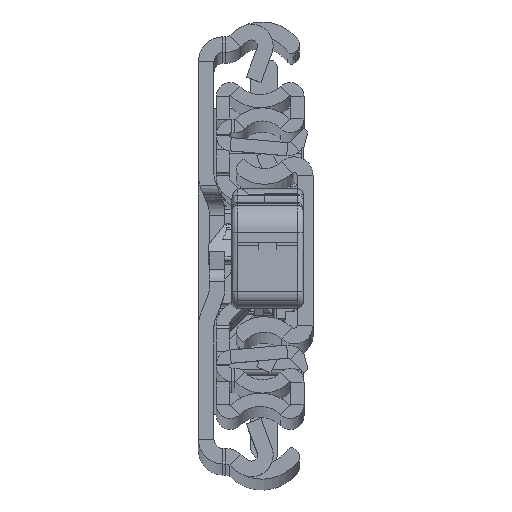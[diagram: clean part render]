
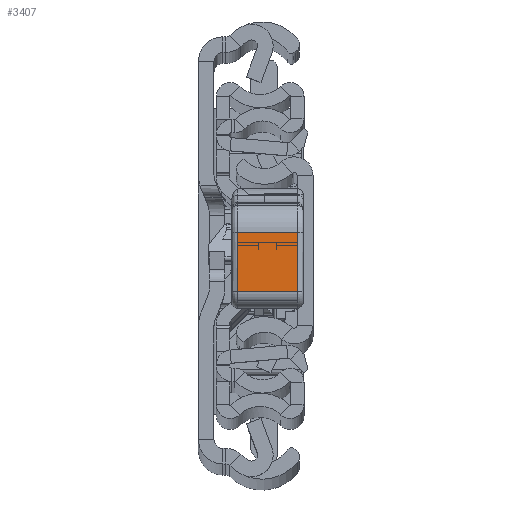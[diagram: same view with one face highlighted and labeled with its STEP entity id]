
A CAD part, top view. The second image highlights one B-rep face of the part: STEP entity #3407.
In plain terms, the highlighted face is planar.
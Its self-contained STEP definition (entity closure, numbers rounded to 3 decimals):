
#980 = DIRECTION ( 'NONE',  ( -1., 0.027, 0. ) ) ;
#1941 = CARTESIAN_POINT ( 'NONE',  ( 39.818, -2.465, 0. ) ) ;
#1997 = LINE ( 'NONE', #7051, #3121 ) ;
#3121 = VECTOR ( 'NONE', #17335, 1000. ) ;
#3407 = ADVANCED_FACE ( 'NONE', ( #13782 ), #24064, .F. ) ;
#4656 = CARTESIAN_POINT ( 'NONE',  ( 39.55, -12.274, 10. ) ) ;
#6339 = CARTESIAN_POINT ( 'NONE',  ( 39.818, -2.465, 11. ) ) ;
#6354 = DIRECTION ( 'NONE',  ( -0.027, -1., 0. ) ) ;
#6978 = CARTESIAN_POINT ( 'NONE',  ( 39.55, -12.274, 11. ) ) ;
#7051 = CARTESIAN_POINT ( 'NONE',  ( 39.55, -12.274, 0. ) ) ;
#9507 = DIRECTION ( 'NONE',  ( 0., 0., -1. ) ) ;
#9996 = CARTESIAN_POINT ( 'NONE',  ( 39.818, -2.465, 10. ) ) ;
#10587 = VERTEX_POINT ( 'NONE', #4656 ) ;
#10750 = CARTESIAN_POINT ( 'NONE',  ( 39.55, -12.274, 11. ) ) ;
#11088 = LINE ( 'NONE', #6339, #23278 ) ;
#11165 = VECTOR ( 'NONE', #6354, 1000. ) ;
#13782 = FACE_OUTER_BOUND ( 'NONE', #22874, .T. ) ;
#13882 = ORIENTED_EDGE ( 'NONE', *, *, #20452, .T. ) ;
#14717 = ORIENTED_EDGE ( 'NONE', *, *, #17835, .T. ) ;
#16560 = VERTEX_POINT ( 'NONE', #1941 ) ;
#17335 = DIRECTION ( 'NONE',  ( 0.027, 1., 0. ) ) ;
#17835 = EDGE_CURVE ( 'NONE', #10587, #31641, #30257, .T. ) ;
#19748 = EDGE_CURVE ( 'NONE', #22204, #10587, #23386, .T. ) ;
#20452 = EDGE_CURVE ( 'NONE', #31641, #16560, #1997, .T. ) ;
#20582 = CARTESIAN_POINT ( 'NONE',  ( 39.55, -12.274, 0. ) ) ;
#20847 = CARTESIAN_POINT ( 'NONE',  ( 39.55, -12.274, 10. ) ) ;
#21344 = DIRECTION ( 'NONE',  ( 0., 0., 1. ) ) ;
#21534 = AXIS2_PLACEMENT_3D ( 'NONE', #10750, #980, #23377 ) ;
#22204 = VERTEX_POINT ( 'NONE', #9996 ) ;
#22874 = EDGE_LOOP ( 'NONE', ( #14717, #13882, #28708, #25807 ) ) ;
#23278 = VECTOR ( 'NONE', #21344, 1000. ) ;
#23377 = DIRECTION ( 'NONE',  ( -0.027, -1., 0. ) ) ;
#23386 = LINE ( 'NONE', #20847, #11165 ) ;
#23415 = VECTOR ( 'NONE', #9507, 1000. ) ;
#24064 = PLANE ( 'NONE',  #21534 ) ;
#24402 = EDGE_CURVE ( 'NONE', #16560, #22204, #11088, .T. ) ;
#25807 = ORIENTED_EDGE ( 'NONE', *, *, #19748, .T. ) ;
#28708 = ORIENTED_EDGE ( 'NONE', *, *, #24402, .T. ) ;
#30257 = LINE ( 'NONE', #6978, #23415 ) ;
#31641 = VERTEX_POINT ( 'NONE', #20582 ) ;
